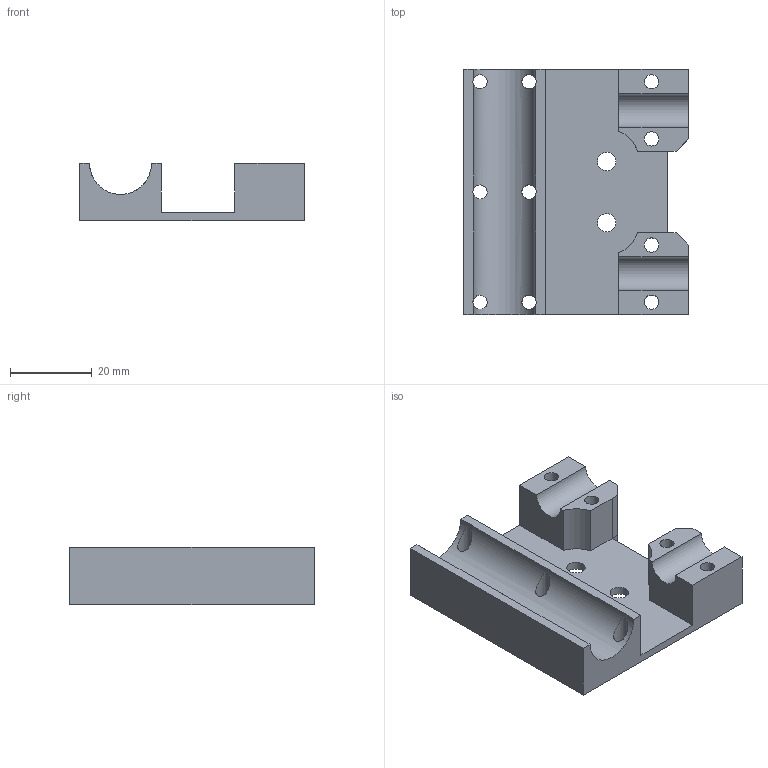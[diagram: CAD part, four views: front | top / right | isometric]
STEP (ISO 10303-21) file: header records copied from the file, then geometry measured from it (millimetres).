
FILE_DESCRIPTION(('FreeCAD Model'),'2;1');
FILE_NAME('XY-block.step', '2015-01-21T19:58:59',('FreeCAD'),('FreeCAD'), 'Open CASCADE STEP processor 6.6','FreeCAD','Unknown');
FILE_SCHEMA(('AUTOMOTIVE_DESIGN_CC2 { 1 2 10303 214 -1 1 5 4 }'));
Length unit declared in the file: millimetre
Products named in the file (1): Open CASCADE STEP translator 6.6 19
Bounding box: 55 x 60 x 14 mm (x, y, z)
Volume: 20982.2 mm3; surface area: 11859.1 mm2
Topology: 1 solids, 1 shells, 44 faces, 147 edges, 99 vertices
Faces by surface type: plane 27, cylinder 17
Full cylindrical faces by diameter (mm): 3.5 x10, 4.5 x2
Entity records: 5840 total; most frequent: CARTESIAN_POINT 2931, DIRECTION 531, LINE 319, VECTOR 319, ORIENTED_EDGE 294, PCURVE 294, DEFINITIONAL_REPRESENTATION 294, EDGE_CURVE 147
